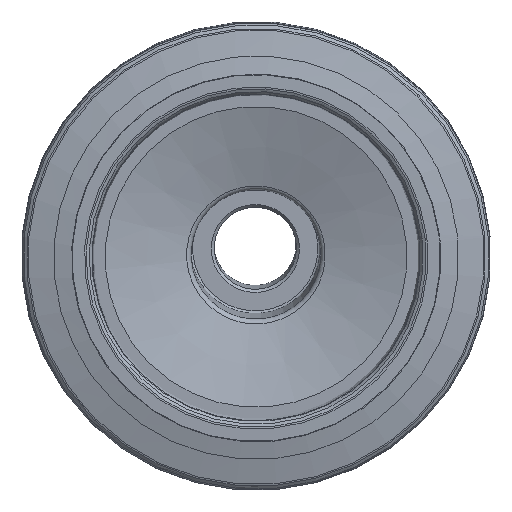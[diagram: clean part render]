
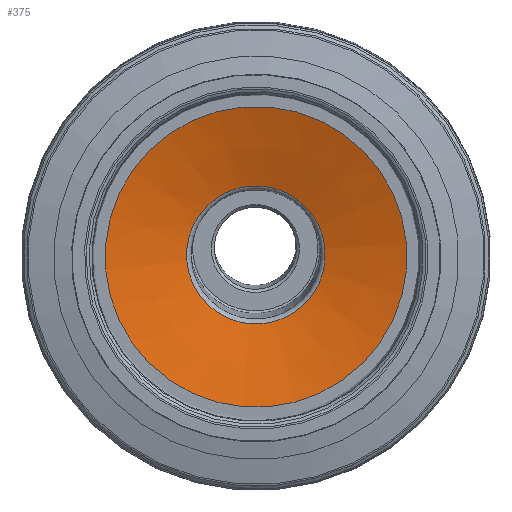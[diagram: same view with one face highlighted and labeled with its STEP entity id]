
A CAD part, front view. The second image highlights one B-rep face of the part: STEP entity #375.
In plain terms, the highlighted conical face has half-angle 75 degrees and reference radius 25.675 mm.
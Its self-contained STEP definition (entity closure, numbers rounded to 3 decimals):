
#123=CONICAL_SURFACE('',#1981,25.675,75.);
#375=ADVANCED_FACE('',(#675,#676),#123,.F.);
#675=FACE_BOUND('',#809,.T.);
#676=FACE_BOUND('',#810,.T.);
#809=EDGE_LOOP('',(#1016));
#810=EDGE_LOOP('',(#1017));
#1016=ORIENTED_EDGE('',*,*,#1492,.T.);
#1017=ORIENTED_EDGE('',*,*,#1491,.T.);
#1347=VERTEX_POINT('',#3124);
#1348=VERTEX_POINT('',#3127);
#1491=EDGE_CURVE('',#1347,#1347,#1653,.T.);
#1492=EDGE_CURVE('',#1348,#1348,#1654,.T.);
#1653=CIRCLE('',#1978,25.675);
#1654=CIRCLE('',#1980,11.791);
#1978=AXIS2_PLACEMENT_3D('',#3123,#2306,#2307);
#1980=AXIS2_PLACEMENT_3D('',#3126,#2310,#2311);
#1981=AXIS2_PLACEMENT_3D('',#3128,#2312,#2313);
#2306=DIRECTION('',(0.008,-0.996,-0.087));
#2307=DIRECTION('',(-0.996,0.,-0.087));
#2310=DIRECTION('',(-0.008,0.996,0.087));
#2311=DIRECTION('',(0.996,0.,0.087));
#2312=DIRECTION('',(0.008,-0.996,-0.087));
#2313=DIRECTION('',(-0.996,0.,-0.087));
#3123=CARTESIAN_POINT('',(0.361,-47.469,-4.137));
#3124=CARTESIAN_POINT('',(-25.217,-47.469,-6.367));
#3126=CARTESIAN_POINT('',(0.332,-43.763,-3.814));
#3127=CARTESIAN_POINT('',(12.079,-43.763,-2.79));
#3128=CARTESIAN_POINT('',(0.361,-47.469,-4.137));
